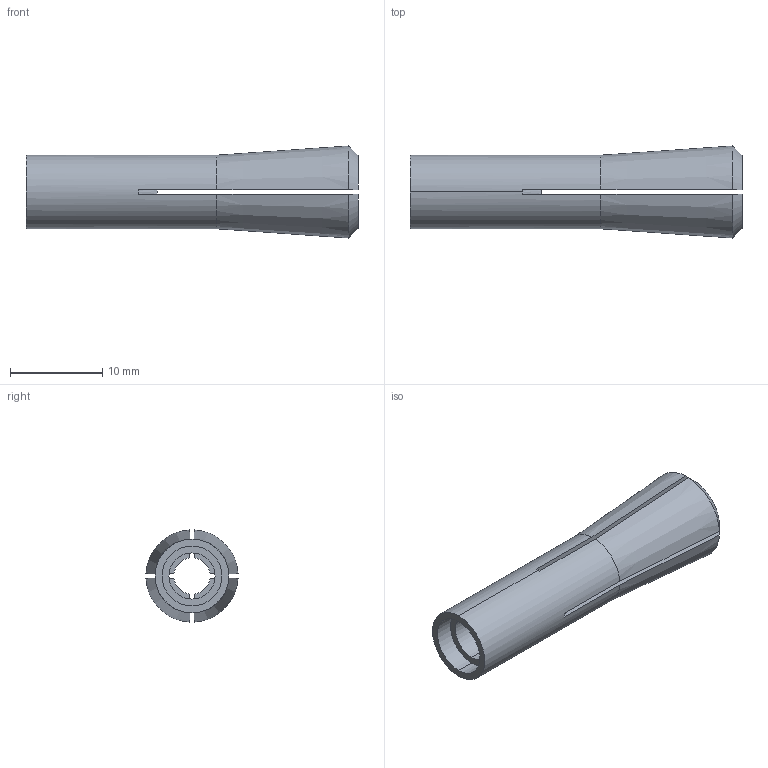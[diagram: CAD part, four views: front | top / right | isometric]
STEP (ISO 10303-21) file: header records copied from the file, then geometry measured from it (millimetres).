
FILE_DESCRIPTION (( 'STEP AP203' ), '1' );
FILE_NAME ('STP-18851-0.16.STEP', '2020-10-06T08:23:57', ( '' ), ( '' ), 'SwSTEP 2.0', 'SolidWorks 2018', '' );
FILE_SCHEMA (( 'CONFIG_CONTROL_DESIGN' ));
Length unit declared in the file: millimetre
Products named in the file (1): STP-18851-0.16
Bounding box: 36 x 9.99 x 9.99 mm (x, y, z)
Volume: 1289.9 mm3; surface area: 1876.4 mm2
Topology: 1 solids, 1 shells, 43 faces, 120 edges, 80 vertices
Faces by surface type: plane 19, cylinder 16, cone 8
Entity records: 1579 total; most frequent: CARTESIAN_POINT 400, ORIENTED_EDGE 240, DIRECTION 224, EDGE_CURVE 120, AXIS2_PLACEMENT_3D 88, VERTEX_POINT 80, LINE 48, VECTOR 48
